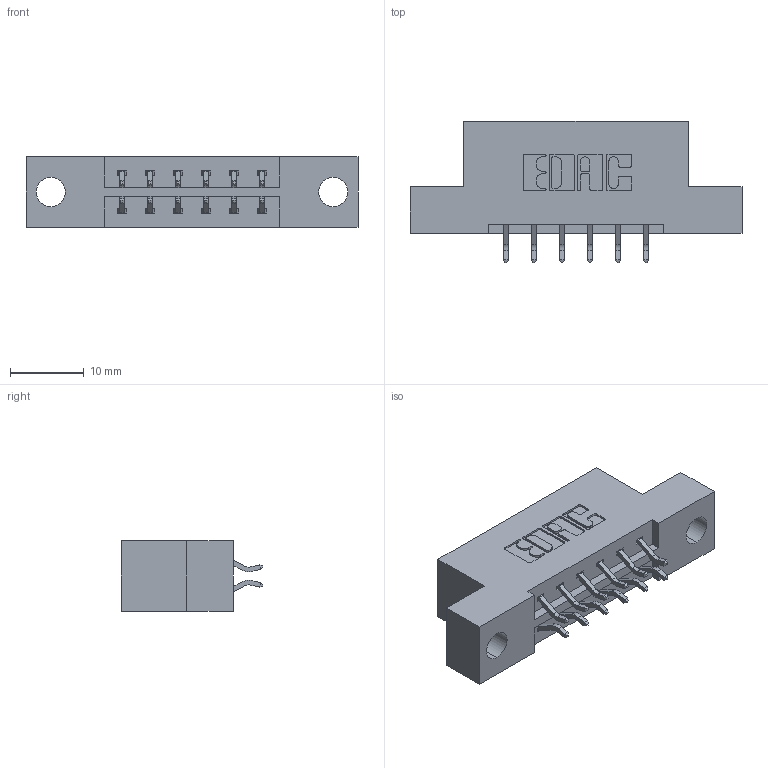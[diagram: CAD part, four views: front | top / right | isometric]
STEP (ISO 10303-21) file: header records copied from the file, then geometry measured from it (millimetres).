
FILE_DESCRIPTION (( 'STEP AP203' ), '1' );
FILE_NAME ('379-012-556-204.STEP', '2020-02-26T14:44:33', ( '' ), ( '' ), 'SwSTEP 2.0', 'SolidWorks 2016', '' );
FILE_SCHEMA (( 'CONFIG_CONTROL_DESIGN' ));
Length unit declared in the file: inch
Products named in the file (3): 379-012-556-204; 379 Part_Flush - .156 Dia - TH; 345-292-001_556 Tail
Assembly tree (13 placements, depth 2):
  379-012-556-204
    379 Part_Flush - .156 Dia - TH
    345-292-001_556 Tail  x12
Bounding box: 45.09 x 19.24 x 9.53 mm (x, y, z)
Volume: 4259.3 mm3; surface area: 4236.6 mm2
Topology: 13 solids, 13 shells, 810 faces, 2387 edges, 1574 vertices
Faces by surface type: plane 550, cylinder 260
Entity records: 8739 total; most frequent: CARTESIAN_POINT 1506, ORIENTED_EDGE 1430, DIRECTION 1339, EDGE_CURVE 715, VECTOR 579, LINE 579, VERTEX_POINT 474, AXIS2_PLACEMENT_3D 380
